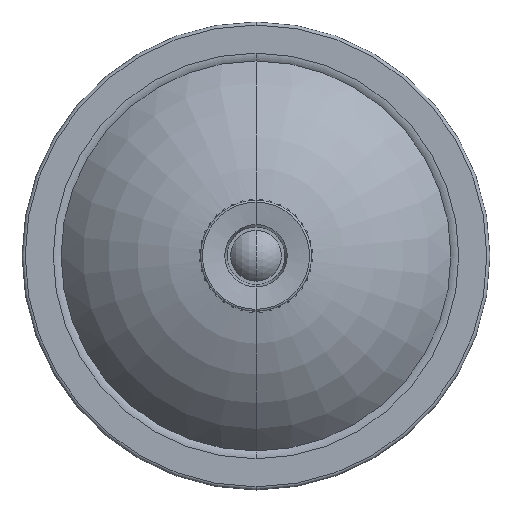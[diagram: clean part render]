
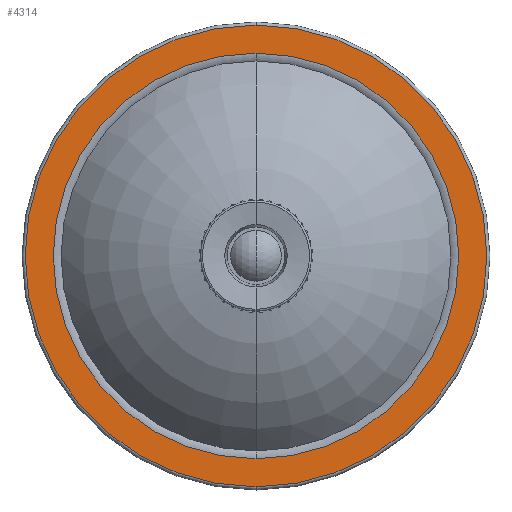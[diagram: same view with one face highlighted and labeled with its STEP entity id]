
A CAD part, top view. The second image highlights one B-rep face of the part: STEP entity #4314.
In plain terms, the highlighted planar face has unit normal (0, 0, 1).
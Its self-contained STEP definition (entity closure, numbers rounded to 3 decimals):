
#77 = EDGE_LOOP ( 'NONE', ( #1217, #3138 ) ) ;
#601 = CIRCLE ( 'NONE', #6317, 130. ) ;
#843 = CARTESIAN_POINT ( 'NONE',  ( 0., 0., 32. ) ) ;
#994 = CARTESIAN_POINT ( 'NONE',  ( 0., 0., 32. ) ) ;
#1027 = DIRECTION ( 'NONE',  ( 0., -1., 0. ) ) ;
#1132 = CIRCLE ( 'NONE', #4810, 148. ) ;
#1217 = ORIENTED_EDGE ( 'NONE', *, *, #6130, .T. ) ;
#1384 = DIRECTION ( 'NONE',  ( 0., -1., 0. ) ) ;
#1549 = DIRECTION ( 'NONE',  ( 0., 1., 0. ) ) ;
#1765 = CARTESIAN_POINT ( 'NONE',  ( 0., 0., 32. ) ) ;
#1909 = EDGE_LOOP ( 'NONE', ( #3418, #6668 ) ) ;
#1986 = CARTESIAN_POINT ( 'NONE',  ( 0., 0., 32. ) ) ;
#2178 = FACE_OUTER_BOUND ( 'NONE', #1909, .T. ) ;
#2313 = DIRECTION ( 'NONE',  ( 0., -1., 0. ) ) ;
#2530 = DIRECTION ( 'NONE',  ( 0., 1., 0. ) ) ;
#2947 = VERTEX_POINT ( 'NONE', #6216 ) ;
#3129 = EDGE_CURVE ( 'NONE', #2947, #4565, #4370, .T. ) ;
#3138 = ORIENTED_EDGE ( 'NONE', *, *, #3129, .T. ) ;
#3205 = CARTESIAN_POINT ( 'NONE',  ( 0., 0., 32. ) ) ;
#3297 = CIRCLE ( 'NONE', #5649, 148. ) ;
#3317 = EDGE_CURVE ( 'NONE', #4770, #6603, #3297, .T. ) ;
#3418 = ORIENTED_EDGE ( 'NONE', *, *, #3317, .T. ) ;
#4298 = DIRECTION ( 'NONE',  ( 0., 0., 1. ) ) ;
#4314 = ADVANCED_FACE ( 'NONE', ( #2178, #6385 ), #5949, .T. ) ;
#4370 = CIRCLE ( 'NONE', #5777, 130. ) ;
#4504 = EDGE_CURVE ( 'NONE', #6603, #4770, #1132, .T. ) ;
#4565 = VERTEX_POINT ( 'NONE', #6371 ) ;
#4673 = DIRECTION ( 'NONE',  ( 0., 0., 1. ) ) ;
#4770 = VERTEX_POINT ( 'NONE', #6936 ) ;
#4810 = AXIS2_PLACEMENT_3D ( 'NONE', #843, #4673, #1384 ) ;
#4849 = DIRECTION ( 'NONE',  ( 0., 0., -1. ) ) ;
#5601 = DIRECTION ( 'NONE',  ( 0., 0., 1. ) ) ;
#5649 = AXIS2_PLACEMENT_3D ( 'NONE', #1765, #5601, #2313 ) ;
#5777 = AXIS2_PLACEMENT_3D ( 'NONE', #994, #4849, #1549 ) ;
#5820 = DIRECTION ( 'NONE',  ( 0., 0., -1. ) ) ;
#5949 = PLANE ( 'NONE',  #6793 ) ;
#6130 = EDGE_CURVE ( 'NONE', #4565, #2947, #601, .T. ) ;
#6216 = CARTESIAN_POINT ( 'NONE',  ( 0., -130., 32. ) ) ;
#6317 = AXIS2_PLACEMENT_3D ( 'NONE', #1986, #5820, #2530 ) ;
#6371 = CARTESIAN_POINT ( 'NONE',  ( 0., 130., 32. ) ) ;
#6385 = FACE_BOUND ( 'NONE', #77, .T. ) ;
#6603 = VERTEX_POINT ( 'NONE', #7143 ) ;
#6668 = ORIENTED_EDGE ( 'NONE', *, *, #4504, .T. ) ;
#6793 = AXIS2_PLACEMENT_3D ( 'NONE', #3205, #4298, #1027 ) ;
#6936 = CARTESIAN_POINT ( 'NONE',  ( 0., -148., 32. ) ) ;
#7143 = CARTESIAN_POINT ( 'NONE',  ( 0., 148., 32. ) ) ;
